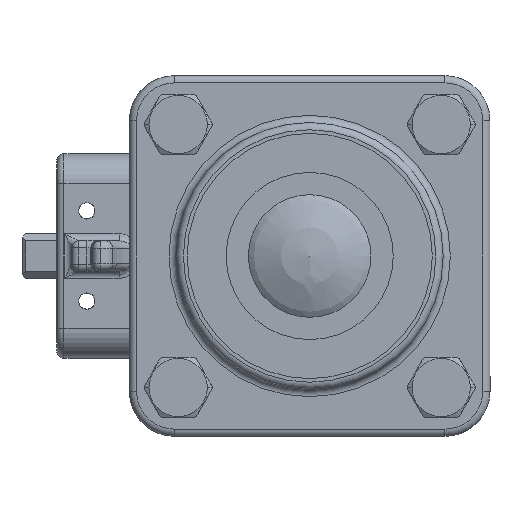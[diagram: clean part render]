
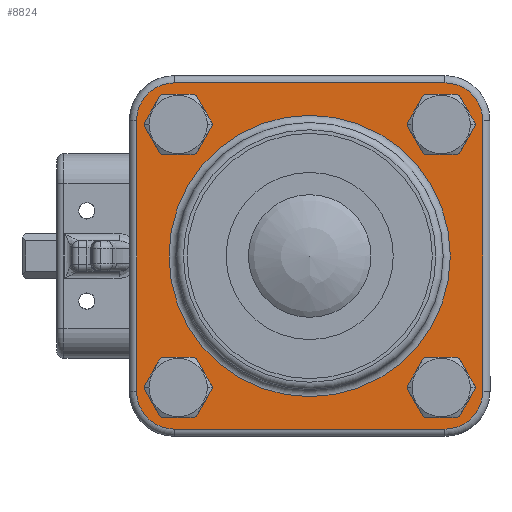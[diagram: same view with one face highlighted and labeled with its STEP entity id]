
A CAD part, left-side view. The second image highlights one B-rep face of the part: STEP entity #8824.
In plain terms, the highlighted face is planar.
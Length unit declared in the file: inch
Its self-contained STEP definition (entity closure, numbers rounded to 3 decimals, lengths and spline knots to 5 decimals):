
#908=FACE_BOUND('',#1802,.T.);
#909=FACE_BOUND('',#1803,.T.);
#910=FACE_BOUND('',#1804,.T.);
#911=FACE_BOUND('',#1805,.T.);
#912=FACE_BOUND('',#1806,.T.);
#1182=FACE_OUTER_BOUND('',#1801,.T.);
#1801=EDGE_LOOP('',(#6989,#6990,#6991,#6992,#6993,#6994,#6995,#6996));
#1802=EDGE_LOOP('',(#6997));
#1803=EDGE_LOOP('',(#6998));
#1804=EDGE_LOOP('',(#6999));
#1805=EDGE_LOOP('',(#7000));
#1806=EDGE_LOOP('',(#7001));
#2342=LINE('',#16577,#2855);
#2343=LINE('',#16581,#2856);
#2344=LINE('',#16585,#2857);
#2345=LINE('',#16589,#2858);
#2855=VECTOR('',#11834,0.3937);
#2856=VECTOR('',#11837,0.3937);
#2857=VECTOR('',#11840,0.3937);
#2858=VECTOR('',#11843,0.3937);
#3454=CIRCLE('',#9946,1.17);
#3455=CIRCLE('',#9948,0.315);
#3456=CIRCLE('',#9949,0.315);
#3457=CIRCLE('',#9950,0.315);
#3458=CIRCLE('',#9951,0.315);
#3459=CIRCLE('',#9952,0.18);
#3460=CIRCLE('',#9953,0.18);
#3461=CIRCLE('',#9954,0.18);
#3462=CIRCLE('',#9955,0.18);
#4081=VERTEX_POINT('',#16571);
#4082=VERTEX_POINT('',#16575);
#4083=VERTEX_POINT('',#16576);
#4084=VERTEX_POINT('',#16578);
#4085=VERTEX_POINT('',#16580);
#4086=VERTEX_POINT('',#16582);
#4087=VERTEX_POINT('',#16584);
#4088=VERTEX_POINT('',#16586);
#4089=VERTEX_POINT('',#16588);
#4090=VERTEX_POINT('',#16591);
#4091=VERTEX_POINT('',#16593);
#4092=VERTEX_POINT('',#16595);
#4093=VERTEX_POINT('',#16597);
#5094=EDGE_CURVE('',#4081,#4081,#3454,.T.);
#5095=EDGE_CURVE('',#4082,#4083,#2342,.T.);
#5096=EDGE_CURVE('',#4084,#4082,#3455,.T.);
#5097=EDGE_CURVE('',#4085,#4084,#2343,.T.);
#5098=EDGE_CURVE('',#4086,#4085,#3456,.T.);
#5099=EDGE_CURVE('',#4087,#4086,#2344,.T.);
#5100=EDGE_CURVE('',#4088,#4087,#3457,.T.);
#5101=EDGE_CURVE('',#4089,#4088,#2345,.T.);
#5102=EDGE_CURVE('',#4083,#4089,#3458,.T.);
#5103=EDGE_CURVE('',#4090,#4090,#3459,.T.);
#5104=EDGE_CURVE('',#4091,#4091,#3460,.T.);
#5105=EDGE_CURVE('',#4092,#4092,#3461,.T.);
#5106=EDGE_CURVE('',#4093,#4093,#3462,.T.);
#6989=ORIENTED_EDGE('',*,*,#5095,.F.);
#6990=ORIENTED_EDGE('',*,*,#5096,.F.);
#6991=ORIENTED_EDGE('',*,*,#5097,.F.);
#6992=ORIENTED_EDGE('',*,*,#5098,.F.);
#6993=ORIENTED_EDGE('',*,*,#5099,.F.);
#6994=ORIENTED_EDGE('',*,*,#5100,.F.);
#6995=ORIENTED_EDGE('',*,*,#5101,.F.);
#6996=ORIENTED_EDGE('',*,*,#5102,.F.);
#6997=ORIENTED_EDGE('',*,*,#5103,.T.);
#6998=ORIENTED_EDGE('',*,*,#5104,.T.);
#6999=ORIENTED_EDGE('',*,*,#5105,.T.);
#7000=ORIENTED_EDGE('',*,*,#5106,.T.);
#7001=ORIENTED_EDGE('',*,*,#5094,.F.);
#8500=PLANE('',#9947);
#8824=ADVANCED_FACE('',(#1182,#908,#909,#910,#911,#912),#8500,.T.);
#9946=AXIS2_PLACEMENT_3D('',#16573,#11830,#11831);
#9947=AXIS2_PLACEMENT_3D('',#16574,#11832,#11833);
#9948=AXIS2_PLACEMENT_3D('',#16579,#11835,#11836);
#9949=AXIS2_PLACEMENT_3D('',#16583,#11838,#11839);
#9950=AXIS2_PLACEMENT_3D('',#16587,#11841,#11842);
#9951=AXIS2_PLACEMENT_3D('',#16590,#11844,#11845);
#9952=AXIS2_PLACEMENT_3D('',#16592,#11846,#11847);
#9953=AXIS2_PLACEMENT_3D('',#16594,#11848,#11849);
#9954=AXIS2_PLACEMENT_3D('',#16596,#11850,#11851);
#9955=AXIS2_PLACEMENT_3D('',#16598,#11852,#11853);
#11830=DIRECTION('center_axis',(0.,0.,1.));
#11831=DIRECTION('ref_axis',(-1.,0.,0.));
#11832=DIRECTION('center_axis',(0.,0.,1.));
#11833=DIRECTION('ref_axis',(1.,0.,0.));
#11834=DIRECTION('',(1.,0.,0.));
#11835=DIRECTION('center_axis',(0.,0.,-1.));
#11836=DIRECTION('ref_axis',(-0.707,0.707,0.));
#11837=DIRECTION('',(0.,1.,0.));
#11838=DIRECTION('center_axis',(0.,0.,-1.));
#11839=DIRECTION('ref_axis',(-0.707,-0.707,0.));
#11840=DIRECTION('',(-1.,0.,0.));
#11841=DIRECTION('center_axis',(0.,0.,-1.));
#11842=DIRECTION('ref_axis',(0.707,-0.707,0.));
#11843=DIRECTION('',(0.,-1.,0.));
#11844=DIRECTION('center_axis',(0.,0.,-1.));
#11845=DIRECTION('ref_axis',(0.707,0.707,0.));
#11846=DIRECTION('center_axis',(0.,0.,-1.));
#11847=DIRECTION('ref_axis',(0.,-1.,0.));
#11848=DIRECTION('center_axis',(0.,0.,-1.));
#11849=DIRECTION('ref_axis',(-1.,0.,0.));
#11850=DIRECTION('center_axis',(0.,0.,-1.));
#11851=DIRECTION('ref_axis',(0.,1.,0.));
#11852=DIRECTION('center_axis',(0.,0.,-1.));
#11853=DIRECTION('ref_axis',(1.,0.,0.));
#16571=CARTESIAN_POINT('',(1.17,0.,0.59));
#16573=CARTESIAN_POINT('Origin',(0.,0.,0.59));
#16574=CARTESIAN_POINT('Origin',(0.,0.,
0.59));
#16575=CARTESIAN_POINT('',(-1.125,1.44,0.59));
#16576=CARTESIAN_POINT('',(1.125,1.44,0.59));
#16577=CARTESIAN_POINT('',(-0.75,1.44,0.59));
#16578=CARTESIAN_POINT('',(-1.44,1.125,0.59));
#16579=CARTESIAN_POINT('Origin',(-1.125,1.125,0.59));
#16580=CARTESIAN_POINT('',(-1.44,-1.125,0.59));
#16581=CARTESIAN_POINT('',(-1.44,-0.75,0.59));
#16582=CARTESIAN_POINT('',(-1.125,-1.44,0.59));
#16583=CARTESIAN_POINT('Origin',(-1.125,-1.125,0.59));
#16584=CARTESIAN_POINT('',(1.125,-1.44,0.59));
#16585=CARTESIAN_POINT('',(0.75,-1.44,0.59));
#16586=CARTESIAN_POINT('',(1.44,-1.125,0.59));
#16587=CARTESIAN_POINT('Origin',(1.125,-1.125,0.59));
#16588=CARTESIAN_POINT('',(1.44,1.125,0.59));
#16589=CARTESIAN_POINT('',(1.44,0.75,0.59));
#16590=CARTESIAN_POINT('Origin',(1.125,1.125,0.59));
#16591=CARTESIAN_POINT('',(1.094,1.274,0.59));
#16592=CARTESIAN_POINT('Origin',(1.094,1.094,0.59));
#16593=CARTESIAN_POINT('',(1.274,-1.094,0.59));
#16594=CARTESIAN_POINT('Origin',(1.094,-1.094,0.59));
#16595=CARTESIAN_POINT('',(-1.094,-1.274,0.59));
#16596=CARTESIAN_POINT('Origin',(-1.094,-1.094,0.59));
#16597=CARTESIAN_POINT('',(-1.274,1.094,0.59));
#16598=CARTESIAN_POINT('Origin',(-1.094,1.094,0.59));
